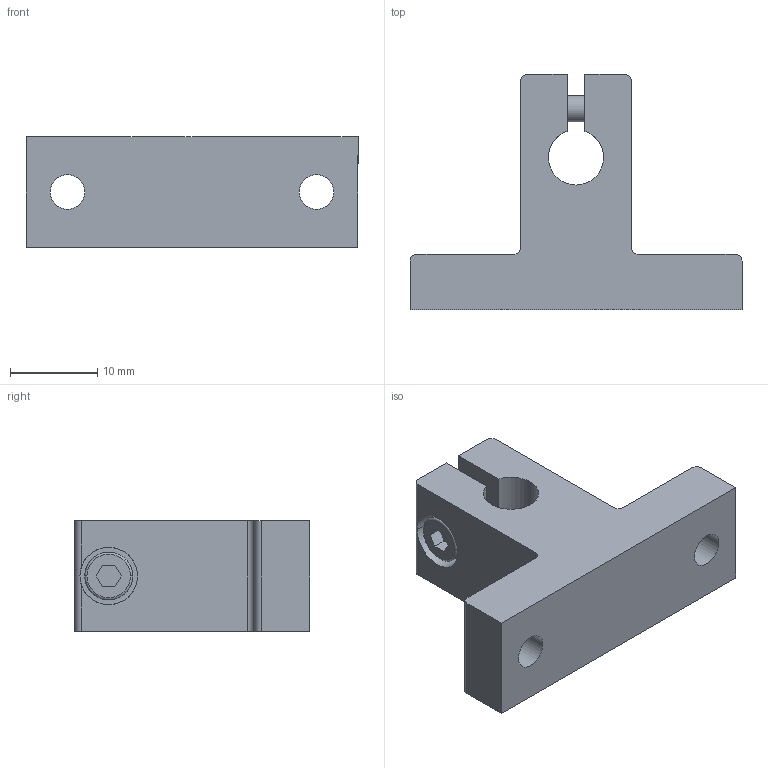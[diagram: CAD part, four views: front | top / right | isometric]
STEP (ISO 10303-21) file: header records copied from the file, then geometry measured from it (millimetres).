
FILE_DESCRIPTION (( 'STEP AP203' ), '1' );
FILE_NAME ('NSB04.STEP', '2023-09-18T10:16:40', ( '' ), ( '' ), 'SwSTEP 2.0', 'SolidWorks 2023', '' );
FILE_SCHEMA (( 'CONFIG_CONTROL_DESIGN' ));
Length unit declared in the file: inch
Products named in the file (1): NSB04
Bounding box: 38.1 x 27 x 12.7 mm (x, y, z)
Volume: 5631.8 mm3; surface area: 3308.3 mm2
Topology: 2 solids, 2 shells, 51 faces, 133 edges, 88 vertices
Faces by surface type: plane 24, cylinder 23, torus 2, cone 2
Entity records: 1682 total; most frequent: DIRECTION 289, CARTESIAN_POINT 281, ORIENTED_EDGE 266, EDGE_CURVE 133, AXIS2_PLACEMENT_3D 106, VERTEX_POINT 88, VECTOR 77, LINE 77
